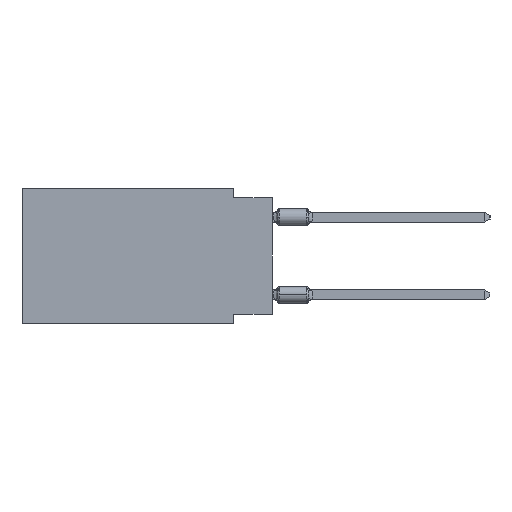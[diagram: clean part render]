
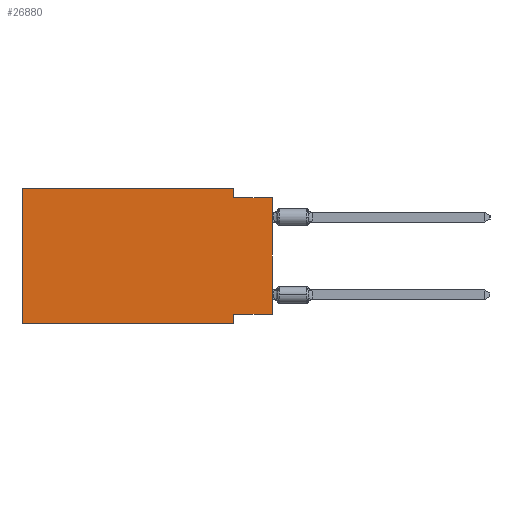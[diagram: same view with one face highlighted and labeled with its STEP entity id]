
A CAD part, left-side view. The second image highlights one B-rep face of the part: STEP entity #26880.
In plain terms, the highlighted planar face has unit normal (-1, 0, 0).
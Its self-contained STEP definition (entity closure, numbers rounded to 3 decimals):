
#42 = LINE ( 'NONE', #25815, #11304 ) ;
#115 = CARTESIAN_POINT ( 'NONE',  ( 0., 16.383, 0. ) ) ;
#906 = VECTOR ( 'NONE', #19243, 1000. ) ;
#1526 = CARTESIAN_POINT ( 'NONE',  ( 0., 16.383, 0. ) ) ;
#1630 = LINE ( 'NONE', #5719, #5067 ) ;
#1691 = DIRECTION ( 'NONE',  ( 0., 0., -1. ) ) ;
#1820 = CARTESIAN_POINT ( 'NONE',  ( 0., 2.54, -8.255 ) ) ;
#1848 = VECTOR ( 'NONE', #12029, 1000. ) ;
#1924 = ORIENTED_EDGE ( 'NONE', *, *, #13439, .T. ) ;
#2855 = EDGE_CURVE ( 'NONE', #9252, #10859, #25614, .T. ) ;
#3197 = CARTESIAN_POINT ( 'NONE',  ( 0., 16.383, 0. ) ) ;
#3245 = VERTEX_POINT ( 'NONE', #1526 ) ;
#4451 = EDGE_CURVE ( 'NONE', #5117, #3245, #13044, .T. ) ;
#5067 = VECTOR ( 'NONE', #18798, 1000. ) ;
#5117 = VERTEX_POINT ( 'NONE', #6367 ) ;
#5719 = CARTESIAN_POINT ( 'NONE',  ( 0., 0., -0.635 ) ) ;
#6336 = CARTESIAN_POINT ( 'NONE',  ( 0., 2.54, 0. ) ) ;
#6367 = CARTESIAN_POINT ( 'NONE',  ( 0., 16.383, -8.89 ) ) ;
#6714 = VERTEX_POINT ( 'NONE', #1820 ) ;
#7101 = EDGE_CURVE ( 'NONE', #6714, #13413, #26450, .T. ) ;
#8107 = FACE_OUTER_BOUND ( 'NONE', #19614, .T. ) ;
#9252 = VERTEX_POINT ( 'NONE', #15838 ) ;
#9572 = DIRECTION ( 'NONE',  ( 0., 0., -1. ) ) ;
#10807 = EDGE_CURVE ( 'NONE', #10859, #24994, #1630, .T. ) ;
#10859 = VERTEX_POINT ( 'NONE', #21330 ) ;
#10933 = ORIENTED_EDGE ( 'NONE', *, *, #19075, .T. ) ;
#11173 = CARTESIAN_POINT ( 'NONE',  ( 0., 2.54, -8.89 ) ) ;
#11304 = VECTOR ( 'NONE', #26238, 1000. ) ;
#11790 = DIRECTION ( 'NONE',  ( 0., 0., -1. ) ) ;
#11995 = AXIS2_PLACEMENT_3D ( 'NONE', #3197, #26854, #11790 ) ;
#12029 = DIRECTION ( 'NONE',  ( 0., 0., 1. ) ) ;
#12989 = LINE ( 'NONE', #15398, #26644 ) ;
#13044 = LINE ( 'NONE', #115, #906 ) ;
#13214 = VECTOR ( 'NONE', #24773, 1000. ) ;
#13413 = VERTEX_POINT ( 'NONE', #11173 ) ;
#13439 = EDGE_CURVE ( 'NONE', #5117, #13413, #12989, .T. ) ;
#13905 = VECTOR ( 'NONE', #9572, 1000. ) ;
#14057 = CARTESIAN_POINT ( 'NONE',  ( 0., 2.54, -8.89 ) ) ;
#14154 = ORIENTED_EDGE ( 'NONE', *, *, #19998, .F. ) ;
#14925 = CARTESIAN_POINT ( 'NONE',  ( 0., 0., -0.635 ) ) ;
#15398 = CARTESIAN_POINT ( 'NONE',  ( 0., 16.383, -8.89 ) ) ;
#15807 = ORIENTED_EDGE ( 'NONE', *, *, #7101, .F. ) ;
#15838 = CARTESIAN_POINT ( 'NONE',  ( 0., 2.54, 0. ) ) ;
#16112 = ORIENTED_EDGE ( 'NONE', *, *, #2855, .F. ) ;
#17544 = VERTEX_POINT ( 'NONE', #25141 ) ;
#18798 = DIRECTION ( 'NONE',  ( 0., -1., 0. ) ) ;
#19075 = EDGE_CURVE ( 'NONE', #17544, #24994, #22444, .T. ) ;
#19243 = DIRECTION ( 'NONE',  ( 0., 0., 1. ) ) ;
#19275 = EDGE_CURVE ( 'NONE', #17544, #6714, #42, .T. ) ;
#19614 = EDGE_LOOP ( 'NONE', ( #10933, #24544, #16112, #14154, #21241, #1924, #15807, #21375 ) ) ;
#19998 = EDGE_CURVE ( 'NONE', #3245, #9252, #26893, .T. ) ;
#21241 = ORIENTED_EDGE ( 'NONE', *, *, #4451, .F. ) ;
#21330 = CARTESIAN_POINT ( 'NONE',  ( 0., 2.54, -0.635 ) ) ;
#21375 = ORIENTED_EDGE ( 'NONE', *, *, #19275, .F. ) ;
#22444 = LINE ( 'NONE', #26696, #1848 ) ;
#22478 = PLANE ( 'NONE',  #11995 ) ;
#24125 = DIRECTION ( 'NONE',  ( 0., -1., 0. ) ) ;
#24218 = CARTESIAN_POINT ( 'NONE',  ( 0., 16.383, 0. ) ) ;
#24544 = ORIENTED_EDGE ( 'NONE', *, *, #10807, .F. ) ;
#24773 = DIRECTION ( 'NONE',  ( 0., -1., 0. ) ) ;
#24994 = VERTEX_POINT ( 'NONE', #14925 ) ;
#25141 = CARTESIAN_POINT ( 'NONE',  ( 0., 0., -8.255 ) ) ;
#25614 = LINE ( 'NONE', #6336, #27363 ) ;
#25815 = CARTESIAN_POINT ( 'NONE',  ( 0., 0., -8.255 ) ) ;
#26238 = DIRECTION ( 'NONE',  ( 0., 1., 0. ) ) ;
#26450 = LINE ( 'NONE', #14057, #13905 ) ;
#26644 = VECTOR ( 'NONE', #24125, 1000. ) ;
#26696 = CARTESIAN_POINT ( 'NONE',  ( 0., 0., 0. ) ) ;
#26854 = DIRECTION ( 'NONE',  ( 1., 0., 0. ) ) ;
#26880 = ADVANCED_FACE ( 'NONE', ( #8107 ), #22478, .F. ) ;
#26893 = LINE ( 'NONE', #24218, #13214 ) ;
#27363 = VECTOR ( 'NONE', #1691, 1000. ) ;
